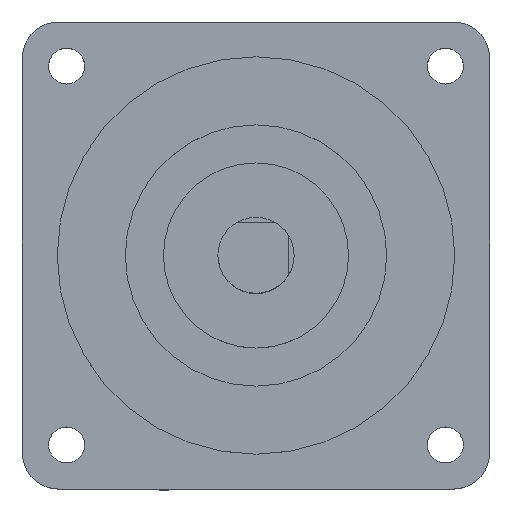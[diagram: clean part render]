
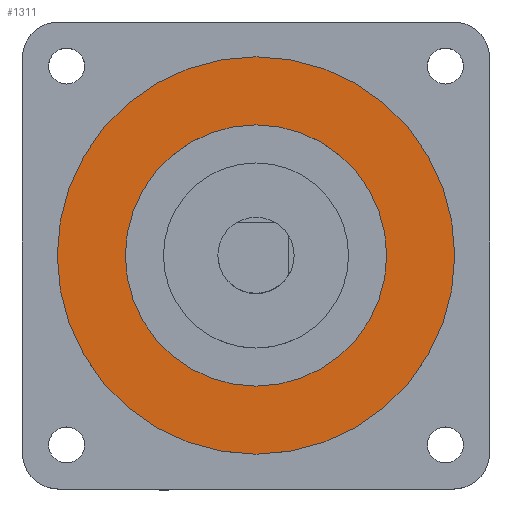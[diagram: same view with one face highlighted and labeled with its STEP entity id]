
A CAD part, top view. The second image highlights one B-rep face of the part: STEP entity #1311.
In plain terms, the highlighted planar face has unit normal (0, 0, 1).
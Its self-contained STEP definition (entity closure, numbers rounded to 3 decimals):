
#1311 = ADVANCED_FACE ( 'NONE', ( #3942, #3943 ), #4147, .T. ) ;
#1370 = EDGE_CURVE ( 'NONE', #1886, #1887, #4392, .T. ) ;
#1373 = EDGE_CURVE ( 'NONE', #1888, #1889, #4395, .T. ) ;
#1447 = EDGE_CURVE ( 'NONE', #1889, #1888, #4653, .T. ) ;
#1448 = EDGE_CURVE ( 'NONE', #1887, #1886, #4650, .T. ) ;
#1886 = VERTEX_POINT ( 'NONE', #6164 ) ;
#1887 = VERTEX_POINT ( 'NONE', #6165 ) ;
#1888 = VERTEX_POINT ( 'NONE', #6166 ) ;
#1889 = VERTEX_POINT ( 'NONE', #6167 ) ;
#1951 = EDGE_LOOP ( 'NONE', ( #2087, #2089 ) ) ;
#2075 = EDGE_LOOP ( 'NONE', ( #2085, #2090 ) ) ;
#2085 = ORIENTED_EDGE ( 'NONE', *, *, #1447, .T. ) ;
#2087 = ORIENTED_EDGE ( 'NONE', *, *, #1448, .F. ) ;
#2089 = ORIENTED_EDGE ( 'NONE', *, *, #1370, .F. ) ;
#2090 = ORIENTED_EDGE ( 'NONE', *, *, #1373, .T. ) ;
#3942 = FACE_BOUND ( 'NONE', #1951, .T. ) ;
#3943 = FACE_OUTER_BOUND ( 'NONE', #2075, .T. ) ;
#4133 = AXIS2_PLACEMENT_3D ( 'NONE', #4148, #4149, #4150 ) ;
#4147 = PLANE ( 'NONE',  #4133 ) ;
#4148 = CARTESIAN_POINT ( 'NONE',  ( 0., 0., 2. ) ) ;
#4149 = DIRECTION ( 'NONE',  ( 0., 0., 1. ) ) ;
#4150 = DIRECTION ( 'NONE',  ( 1., 0., 0. ) ) ;
#4354 = CARTESIAN_POINT ( 'NONE',  ( 0., 0., 2. ) ) ;
#4355 = DIRECTION ( 'NONE',  ( 0., 0., 1. ) ) ;
#4356 = DIRECTION ( 'NONE',  ( 1., 0., 0. ) ) ;
#4392 = CIRCLE ( 'NONE', #4393, 24. ) ;
#4393 = AXIS2_PLACEMENT_3D ( 'NONE', #4354, #4355, #4356 ) ;
#4395 = CIRCLE ( 'NONE', #4397, 36.51 ) ;
#4397 = AXIS2_PLACEMENT_3D ( 'NONE', #4407, #4408, #4409 ) ;
#4407 = CARTESIAN_POINT ( 'NONE',  ( 0., 0., 2. ) ) ;
#4408 = DIRECTION ( 'NONE',  ( 0., 0., 1. ) ) ;
#4409 = DIRECTION ( 'NONE',  ( 1., 0., 0. ) ) ;
#4650 = CIRCLE ( 'NONE', #4821, 24. ) ;
#4653 = CIRCLE ( 'NONE', #4819, 36.51 ) ;
#4819 = AXIS2_PLACEMENT_3D ( 'NONE', #4831, #4832, #4833 ) ;
#4821 = AXIS2_PLACEMENT_3D ( 'NONE', #4834, #4835, #4836 ) ;
#4831 = CARTESIAN_POINT ( 'NONE',  ( 0., 0., 2. ) ) ;
#4832 = DIRECTION ( 'NONE',  ( 0., 0., 1. ) ) ;
#4833 = DIRECTION ( 'NONE',  ( 1., 0., 0. ) ) ;
#4834 = CARTESIAN_POINT ( 'NONE',  ( 0., 0., 2. ) ) ;
#4835 = DIRECTION ( 'NONE',  ( 0., 0., 1. ) ) ;
#4836 = DIRECTION ( 'NONE',  ( 1., 0., 0. ) ) ;
#6164 = CARTESIAN_POINT ( 'NONE',  ( -24., 0., 2. ) ) ;
#6165 = CARTESIAN_POINT ( 'NONE',  ( 24., 0., 2. ) ) ;
#6166 = CARTESIAN_POINT ( 'NONE',  ( 36.51, 0., 2. ) ) ;
#6167 = CARTESIAN_POINT ( 'NONE',  ( -36.51, 0., 2. ) ) ;
